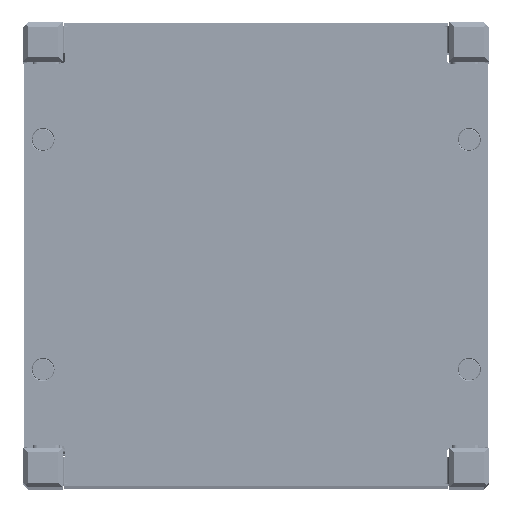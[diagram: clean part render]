
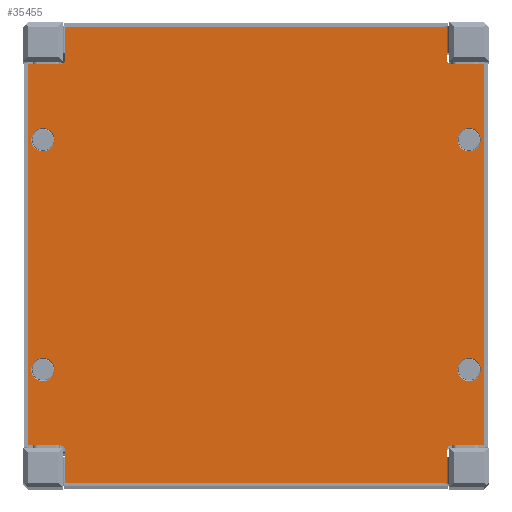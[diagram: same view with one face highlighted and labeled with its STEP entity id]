
A CAD part, top view. The second image highlights one B-rep face of the part: STEP entity #35455.
In plain terms, the highlighted planar face has unit normal (0, 0, 1).
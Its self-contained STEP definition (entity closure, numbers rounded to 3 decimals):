
#35018=CARTESIAN_POINT('',(24.3,94.8,0.6));
#35019=DIRECTION('',(0.,0.,-1.));
#35020=DIRECTION('',(-1.,0.,0.));
#35021=AXIS2_PLACEMENT_3D('',#35018,#35019,#35020);
#35023=CARTESIAN_POINT('',(24.3,94.8,0.6));
#35024=DIRECTION('',(0.,0.,-1.));
#35025=DIRECTION('',(1.,0.,0.));
#35026=AXIS2_PLACEMENT_3D('',#35023,#35024,#35025);
#35028=CARTESIAN_POINT('',(24.3,3.2,0.6));
#35029=DIRECTION('',(0.,0.,-1.));
#35030=DIRECTION('',(-1.,0.,0.));
#35031=AXIS2_PLACEMENT_3D('',#35028,#35029,#35030);
#35033=CARTESIAN_POINT('',(24.3,3.2,0.6));
#35034=DIRECTION('',(0.,0.,-1.));
#35035=DIRECTION('',(1.,0.,0.));
#35036=AXIS2_PLACEMENT_3D('',#35033,#35034,#35035);
#35038=CARTESIAN_POINT('',(73.7,3.2,0.6));
#35039=DIRECTION('',(0.,0.,-1.));
#35040=DIRECTION('',(-1.,0.,0.));
#35041=AXIS2_PLACEMENT_3D('',#35038,#35039,#35040);
#35043=CARTESIAN_POINT('',(73.7,3.2,0.6));
#35044=DIRECTION('',(0.,0.,-1.));
#35045=DIRECTION('',(1.,0.,0.));
#35046=AXIS2_PLACEMENT_3D('',#35043,#35044,#35045);
#35048=CARTESIAN_POINT('',(73.7,94.8,0.6));
#35049=DIRECTION('',(0.,0.,-1.));
#35050=DIRECTION('',(-1.,0.,0.));
#35051=AXIS2_PLACEMENT_3D('',#35048,#35049,#35050);
#35053=CARTESIAN_POINT('',(73.7,94.8,0.6));
#35054=DIRECTION('',(0.,0.,-1.));
#35055=DIRECTION('',(1.,0.,0.));
#35056=AXIS2_PLACEMENT_3D('',#35053,#35054,#35055);
#35058=CARTESIAN_POINT('',(91.,91.,0.6));
#35059=DIRECTION('',(0.,0.,1.));
#35060=DIRECTION('',(-1.,0.,0.));
#35061=AXIS2_PLACEMENT_3D('',#35058,#35059,#35060);
#35063=DIRECTION('',(-1.,0.,0.));
#35064=VECTOR('',#35063,7.);
#35065=CARTESIAN_POINT('',(98.,90.,0.6));
#35066=LINE('',#35065,#35064);
#35067=DIRECTION('',(0.,1.,0.));
#35068=VECTOR('',#35067,82.);
#35069=CARTESIAN_POINT('',(98.,8.,0.6));
#35070=LINE('',#35069,#35068);
#35071=DIRECTION('',(-1.,0.,0.));
#35072=VECTOR('',#35071,7.);
#35073=CARTESIAN_POINT('',(98.,8.,0.6));
#35074=LINE('',#35073,#35072);
#35075=CARTESIAN_POINT('',(91.,7.,0.6));
#35076=DIRECTION('',(0.,0.,1.));
#35077=DIRECTION('',(0.,1.,0.));
#35078=AXIS2_PLACEMENT_3D('',#35075,#35076,#35077);
#35080=DIRECTION('',(0.,1.,0.));
#35081=VECTOR('',#35080,7.);
#35082=CARTESIAN_POINT('',(90.,0.,0.6));
#35083=LINE('',#35082,#35081);
#35084=DIRECTION('',(1.,0.,0.));
#35085=VECTOR('',#35084,82.);
#35086=CARTESIAN_POINT('',(8.,0.,0.6));
#35087=LINE('',#35086,#35085);
#35088=DIRECTION('',(0.,1.,0.));
#35089=VECTOR('',#35088,7.);
#35090=CARTESIAN_POINT('',(8.,0.,0.6));
#35091=LINE('',#35090,#35089);
#35092=CARTESIAN_POINT('',(7.,7.,0.6));
#35093=DIRECTION('',(0.,0.,1.));
#35094=DIRECTION('',(1.,0.,0.));
#35095=AXIS2_PLACEMENT_3D('',#35092,#35093,#35094);
#35097=DIRECTION('',(1.,0.,0.));
#35098=VECTOR('',#35097,7.);
#35099=CARTESIAN_POINT('',(0.,8.,0.6));
#35100=LINE('',#35099,#35098);
#35101=DIRECTION('',(0.,-1.,0.));
#35102=VECTOR('',#35101,82.);
#35103=CARTESIAN_POINT('',(0.,90.,0.6));
#35104=LINE('',#35103,#35102);
#35105=DIRECTION('',(1.,0.,0.));
#35106=VECTOR('',#35105,7.);
#35107=CARTESIAN_POINT('',(0.,90.,0.6));
#35108=LINE('',#35107,#35106);
#35109=CARTESIAN_POINT('',(7.,91.,0.6));
#35110=DIRECTION('',(0.,0.,1.));
#35111=DIRECTION('',(0.,-1.,0.));
#35112=AXIS2_PLACEMENT_3D('',#35109,#35110,#35111);
#35114=DIRECTION('',(0.,-1.,0.));
#35115=VECTOR('',#35114,7.);
#35116=CARTESIAN_POINT('',(8.,98.,0.6));
#35117=LINE('',#35116,#35115);
#35118=DIRECTION('',(-1.,0.,0.));
#35119=VECTOR('',#35118,82.);
#35120=CARTESIAN_POINT('',(90.,98.,0.6));
#35121=LINE('',#35120,#35119);
#35122=DIRECTION('',(0.,-1.,0.));
#35123=VECTOR('',#35122,7.);
#35124=CARTESIAN_POINT('',(90.,98.,0.6));
#35125=LINE('',#35124,#35123);
#35218=CARTESIAN_POINT('',(21.8,94.8,0.6));
#35219=CARTESIAN_POINT('',(26.8,94.8,0.6));
#35220=VERTEX_POINT('',#35218);
#35221=VERTEX_POINT('',#35219);
#35226=CARTESIAN_POINT('',(21.8,3.2,0.6));
#35227=CARTESIAN_POINT('',(26.8,3.2,0.6));
#35228=VERTEX_POINT('',#35226);
#35229=VERTEX_POINT('',#35227);
#35234=CARTESIAN_POINT('',(71.2,3.2,0.6));
#35235=CARTESIAN_POINT('',(76.2,3.2,0.6));
#35236=VERTEX_POINT('',#35234);
#35237=VERTEX_POINT('',#35235);
#35242=CARTESIAN_POINT('',(71.2,94.8,0.6));
#35243=CARTESIAN_POINT('',(76.2,94.8,0.6));
#35244=VERTEX_POINT('',#35242);
#35245=VERTEX_POINT('',#35243);
#35282=CARTESIAN_POINT('',(90.,91.,0.6));
#35283=CARTESIAN_POINT('',(91.,90.,0.6));
#35284=VERTEX_POINT('',#35282);
#35285=VERTEX_POINT('',#35283);
#35286=CARTESIAN_POINT('',(98.,90.,0.6));
#35287=VERTEX_POINT('',#35286);
#35288=CARTESIAN_POINT('',(90.,98.,0.6));
#35289=VERTEX_POINT('',#35288);
#35290=CARTESIAN_POINT('',(0.,90.,0.6));
#35291=CARTESIAN_POINT('',(7.,90.,0.6));
#35292=VERTEX_POINT('',#35290);
#35293=VERTEX_POINT('',#35291);
#35294=CARTESIAN_POINT('',(8.,91.,0.6));
#35295=VERTEX_POINT('',#35294);
#35296=CARTESIAN_POINT('',(8.,98.,0.6));
#35297=VERTEX_POINT('',#35296);
#35298=CARTESIAN_POINT('',(91.,8.,0.6));
#35299=CARTESIAN_POINT('',(90.,7.,0.6));
#35300=VERTEX_POINT('',#35298);
#35301=VERTEX_POINT('',#35299);
#35302=CARTESIAN_POINT('',(90.,0.,0.6));
#35303=VERTEX_POINT('',#35302);
#35304=CARTESIAN_POINT('',(98.,8.,0.6));
#35305=VERTEX_POINT('',#35304);
#35306=CARTESIAN_POINT('',(8.,7.,0.6));
#35307=CARTESIAN_POINT('',(7.,8.,0.6));
#35308=VERTEX_POINT('',#35306);
#35309=VERTEX_POINT('',#35307);
#35310=CARTESIAN_POINT('',(0.,8.,0.6));
#35311=VERTEX_POINT('',#35310);
#35312=CARTESIAN_POINT('',(8.,0.,0.6));
#35313=VERTEX_POINT('',#35312);
#35393=CARTESIAN_POINT('',(0.,0.,0.6));
#35394=DIRECTION('',(0.,0.,1.));
#35395=DIRECTION('',(1.,0.,0.));
#35396=AXIS2_PLACEMENT_3D('',#35393,#35394,#35395);
#35397=PLANE('',#35396);
#35399=ORIENTED_EDGE('',*,*,#35398,.T.);
#35401=ORIENTED_EDGE('',*,*,#35400,.F.);
#35403=ORIENTED_EDGE('',*,*,#35402,.F.);
#35405=ORIENTED_EDGE('',*,*,#35404,.T.);
#35407=ORIENTED_EDGE('',*,*,#35406,.T.);
#35409=ORIENTED_EDGE('',*,*,#35408,.F.);
#35411=ORIENTED_EDGE('',*,*,#35410,.F.);
#35413=ORIENTED_EDGE('',*,*,#35412,.T.);
#35415=ORIENTED_EDGE('',*,*,#35414,.T.);
#35417=ORIENTED_EDGE('',*,*,#35416,.F.);
#35419=ORIENTED_EDGE('',*,*,#35418,.F.);
#35421=ORIENTED_EDGE('',*,*,#35420,.T.);
#35423=ORIENTED_EDGE('',*,*,#35422,.T.);
#35425=ORIENTED_EDGE('',*,*,#35424,.F.);
#35427=ORIENTED_EDGE('',*,*,#35426,.F.);
#35429=ORIENTED_EDGE('',*,*,#35428,.T.);
#35430=EDGE_LOOP('',(#35399,#35401,#35403,#35405,#35407,#35409,#35411,#35413,
#35415,#35417,#35419,#35421,#35423,#35425,#35427,#35429));
#35431=FACE_OUTER_BOUND('',#35430,.F.);
#35432=ORIENTED_EDGE('',*,*,#35383,.F.);
#35434=ORIENTED_EDGE('',*,*,#35433,.F.);
#35435=EDGE_LOOP('',(#35432,#35434));
#35436=FACE_BOUND('',#35435,.F.);
#35438=ORIENTED_EDGE('',*,*,#35437,.F.);
#35440=ORIENTED_EDGE('',*,*,#35439,.F.);
#35441=EDGE_LOOP('',(#35438,#35440));
#35442=FACE_BOUND('',#35441,.F.);
#35444=ORIENTED_EDGE('',*,*,#35443,.F.);
#35446=ORIENTED_EDGE('',*,*,#35445,.F.);
#35447=EDGE_LOOP('',(#35444,#35446));
#35448=FACE_BOUND('',#35447,.F.);
#35450=ORIENTED_EDGE('',*,*,#35449,.F.);
#35452=ORIENTED_EDGE('',*,*,#35451,.F.);
#35453=EDGE_LOOP('',(#35450,#35452));
#35454=FACE_BOUND('',#35453,.F.);
#35455=ADVANCED_FACE('',(#35431,#35436,#35442,#35448,#35454),#35397,.T.);
#35022=CIRCLE('',#35021,2.5);
#35027=CIRCLE('',#35026,2.5);
#35032=CIRCLE('',#35031,2.5);
#35037=CIRCLE('',#35036,2.5);
#35042=CIRCLE('',#35041,2.5);
#35047=CIRCLE('',#35046,2.5);
#35052=CIRCLE('',#35051,2.5);
#35057=CIRCLE('',#35056,2.5);
#35062=CIRCLE('',#35061,1.);
#35079=CIRCLE('',#35078,1.);
#35096=CIRCLE('',#35095,1.);
#35113=CIRCLE('',#35112,1.);
#35383=EDGE_CURVE('',#35220,#35221,#35022,.T.);
#35398=EDGE_CURVE('',#35284,#35285,#35062,.T.);
#35400=EDGE_CURVE('',#35287,#35285,#35066,.T.);
#35402=EDGE_CURVE('',#35305,#35287,#35070,.T.);
#35404=EDGE_CURVE('',#35305,#35300,#35074,.T.);
#35406=EDGE_CURVE('',#35300,#35301,#35079,.T.);
#35408=EDGE_CURVE('',#35303,#35301,#35083,.T.);
#35410=EDGE_CURVE('',#35313,#35303,#35087,.T.);
#35412=EDGE_CURVE('',#35313,#35308,#35091,.T.);
#35414=EDGE_CURVE('',#35308,#35309,#35096,.T.);
#35416=EDGE_CURVE('',#35311,#35309,#35100,.T.);
#35418=EDGE_CURVE('',#35292,#35311,#35104,.T.);
#35420=EDGE_CURVE('',#35292,#35293,#35108,.T.);
#35422=EDGE_CURVE('',#35293,#35295,#35113,.T.);
#35424=EDGE_CURVE('',#35297,#35295,#35117,.T.);
#35426=EDGE_CURVE('',#35289,#35297,#35121,.T.);
#35428=EDGE_CURVE('',#35289,#35284,#35125,.T.);
#35433=EDGE_CURVE('',#35221,#35220,#35027,.T.);
#35437=EDGE_CURVE('',#35228,#35229,#35032,.T.);
#35439=EDGE_CURVE('',#35229,#35228,#35037,.T.);
#35443=EDGE_CURVE('',#35236,#35237,#35042,.T.);
#35445=EDGE_CURVE('',#35237,#35236,#35047,.T.);
#35449=EDGE_CURVE('',#35244,#35245,#35052,.T.);
#35451=EDGE_CURVE('',#35245,#35244,#35057,.T.);
